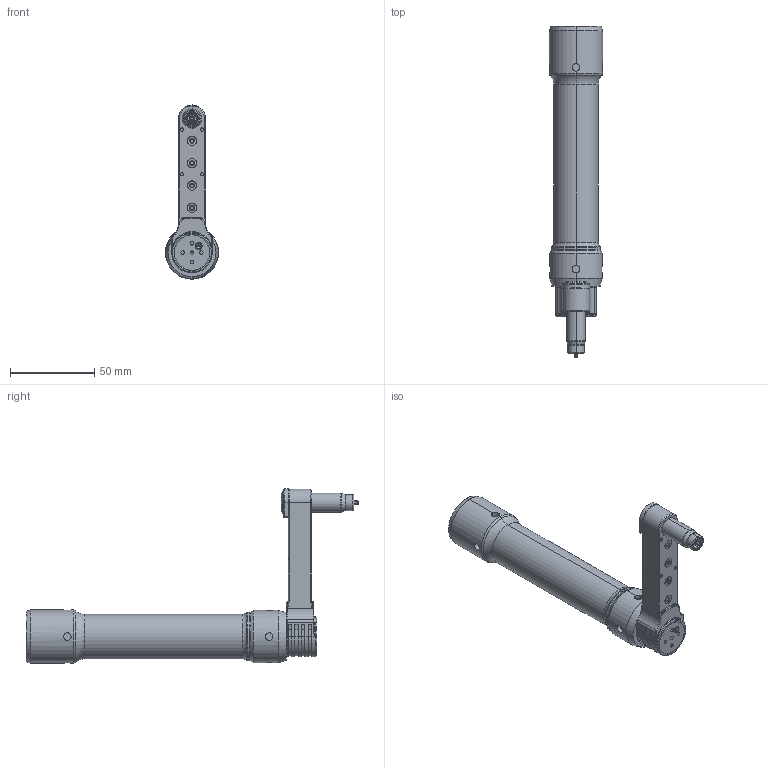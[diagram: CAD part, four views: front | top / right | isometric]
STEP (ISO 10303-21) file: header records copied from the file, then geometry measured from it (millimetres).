
FILE_DESCRIPTION((''),'2;1');
FILE_NAME('EXT_COMP_SW0009','2022-02-19T12:58:23',('INEdipo'),(''),'CREO PARAMETRIC BY PTC INC, 2020281','CREO PARAMETRIC BY PTC INC, 2020281','');
FILE_SCHEMA(('CONFIG_CONTROL_DESIGN'));
Length unit declared in the file: inch
Products named in the file (1): EXT_COMP_SW0009
Bounding box: 31.5 x 196.9 x 103.31 mm (x, y, z)
Volume: 112964 mm3; surface area: 27172.9 mm2
Topology: 2 solids, 2 shells, 858 faces, 2117 edges, 1316 vertices
Faces by surface type: cylinder 329, plane 249, cone 130, extrusion 76, torus 62, bspline 12
Entity records: 28337 total; most frequent: CARTESIAN_POINT 8080, ORIENTED_EDGE 4234, DIRECTION 4180, EDGE_CURVE 2117, AXIS2_PLACEMENT_3D 1587, VERTEX_POINT 1316, VECTOR 1006, EDGE_LOOP 935
